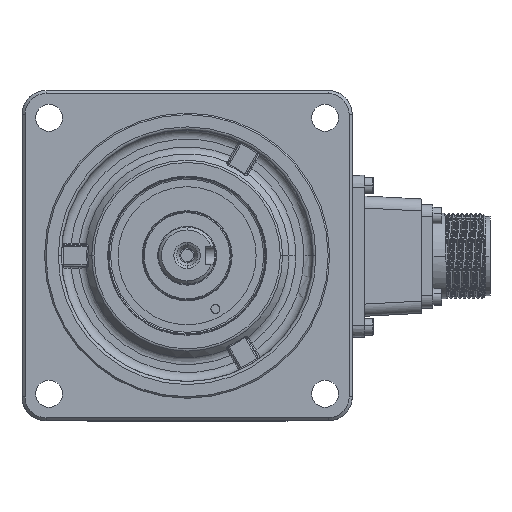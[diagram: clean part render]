
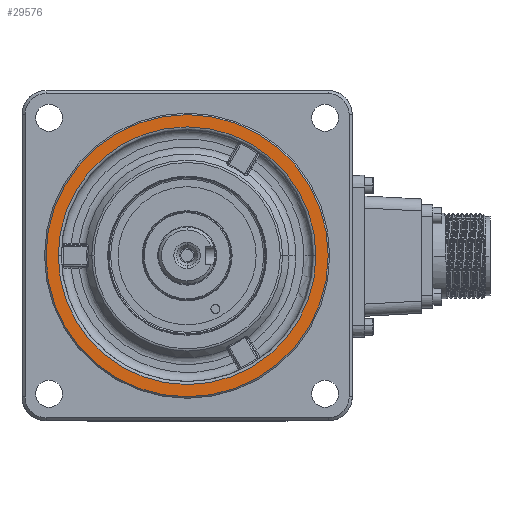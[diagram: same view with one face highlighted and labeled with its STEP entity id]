
A CAD part, top view. The second image highlights one B-rep face of the part: STEP entity #29576.
In plain terms, the highlighted planar face has unit normal (0, 0, 1).
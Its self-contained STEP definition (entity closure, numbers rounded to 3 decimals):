
#1585 = DIRECTION ( 'NONE',  ( 0., 0., 1. ) ) ;
#2983 = EDGE_LOOP ( 'NONE', ( #36329, #22947 ) ) ;
#3458 = CARTESIAN_POINT ( 'NONE',  ( -363.164, -6.989, 46.118 ) ) ;
#4945 = CIRCLE ( 'NONE', #6246, 42.916 ) ;
#5381 = VERTEX_POINT ( 'NONE', #24339 ) ;
#5695 = FACE_BOUND ( 'NONE', #38923, .T. ) ;
#6246 = AXIS2_PLACEMENT_3D ( 'NONE', #17835, #26813, #36196 ) ;
#9368 = EDGE_CURVE ( 'NONE', #19007, #9420, #26689, .T. ) ;
#9420 = VERTEX_POINT ( 'NONE', #3458 ) ;
#9757 = CARTESIAN_POINT ( 'NONE',  ( -320.248, -6.989, 46.118 ) ) ;
#10034 = DIRECTION ( 'NONE',  ( 0., 0., -1. ) ) ;
#12044 = CARTESIAN_POINT ( 'NONE',  ( -320.248, -6.989, 46.118 ) ) ;
#14840 = AXIS2_PLACEMENT_3D ( 'NONE', #20440, #1585, #39113 ) ;
#14938 = VERTEX_POINT ( 'NONE', #31712 ) ;
#15495 = PLANE ( 'NONE',  #30548 ) ;
#15611 = FACE_OUTER_BOUND ( 'NONE', #2983, .T. ) ;
#17430 = EDGE_CURVE ( 'NONE', #14938, #5381, #37113, .T. ) ;
#17835 = CARTESIAN_POINT ( 'NONE',  ( -320.248, -6.989, 46.118 ) ) ;
#18524 = DIRECTION ( 'NONE',  ( 1., 0., 0. ) ) ;
#19007 = VERTEX_POINT ( 'NONE', #28649 ) ;
#20440 = CARTESIAN_POINT ( 'NONE',  ( -320.248, -6.989, 46.118 ) ) ;
#22947 = ORIENTED_EDGE ( 'NONE', *, *, #34428, .T. ) ;
#24339 = CARTESIAN_POINT ( 'NONE',  ( -273.248, -6.989, 46.118 ) ) ;
#24424 = DIRECTION ( 'NONE',  ( 1., 0., 0. ) ) ;
#25208 = DIRECTION ( 'NONE',  ( 1., 0., 0. ) ) ;
#26689 = CIRCLE ( 'NONE', #33476, 42.916 ) ;
#26813 = DIRECTION ( 'NONE',  ( 0., 0., -1. ) ) ;
#27339 = DIRECTION ( 'NONE',  ( 0., 0., 1. ) ) ;
#28649 = CARTESIAN_POINT ( 'NONE',  ( -277.331, -6.989, 46.118 ) ) ;
#29576 = ADVANCED_FACE ( 'NONE', ( #15611, #5695 ), #15495, .T. ) ;
#29953 = CIRCLE ( 'NONE', #14840, 47. ) ;
#30548 = AXIS2_PLACEMENT_3D ( 'NONE', #38377, #27339, #24424 ) ;
#30703 = EDGE_CURVE ( 'NONE', #9420, #19007, #4945, .T. ) ;
#31712 = CARTESIAN_POINT ( 'NONE',  ( -367.248, -6.989, 46.118 ) ) ;
#33476 = AXIS2_PLACEMENT_3D ( 'NONE', #9757, #10034, #25208 ) ;
#33621 = AXIS2_PLACEMENT_3D ( 'NONE', #12044, #40182, #18524 ) ;
#34428 = EDGE_CURVE ( 'NONE', #5381, #14938, #29953, .T. ) ;
#36196 = DIRECTION ( 'NONE',  ( 1., 0., 0. ) ) ;
#36329 = ORIENTED_EDGE ( 'NONE', *, *, #17430, .T. ) ;
#37113 = CIRCLE ( 'NONE', #33621, 47. ) ;
#37193 = ORIENTED_EDGE ( 'NONE', *, *, #30703, .T. ) ;
#37430 = ORIENTED_EDGE ( 'NONE', *, *, #9368, .T. ) ;
#38377 = CARTESIAN_POINT ( 'NONE',  ( -320.248, -6.989, 46.118 ) ) ;
#38923 = EDGE_LOOP ( 'NONE', ( #37430, #37193 ) ) ;
#39113 = DIRECTION ( 'NONE',  ( 1., 0., 0. ) ) ;
#40182 = DIRECTION ( 'NONE',  ( 0., 0., 1. ) ) ;
